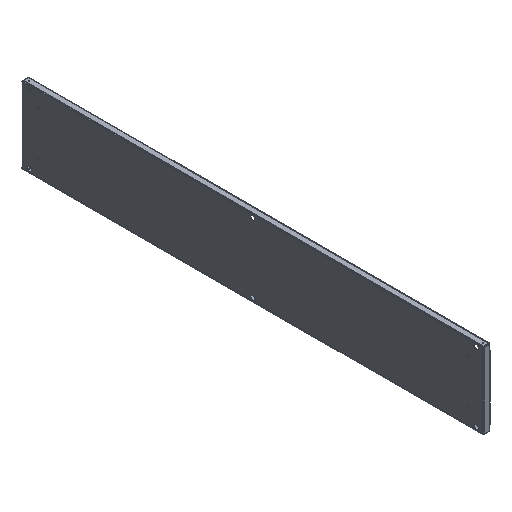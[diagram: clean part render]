
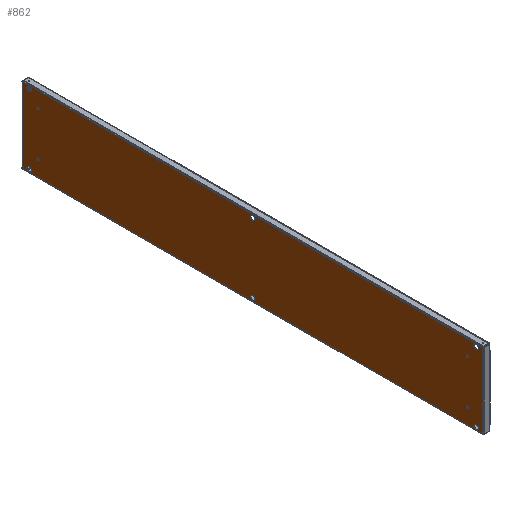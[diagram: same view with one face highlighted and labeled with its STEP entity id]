
A CAD part, isometric view. The second image highlights one B-rep face of the part: STEP entity #862.
In plain terms, the highlighted planar face has unit normal (-1, 0, 0).
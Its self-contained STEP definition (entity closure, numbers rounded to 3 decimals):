
#1 = DIRECTION ( 'NONE',  ( 1., 0., 0. ) ) ;
#32 = DIRECTION ( 'NONE',  ( 1., 0., 0. ) ) ;
#95 = EDGE_LOOP ( 'NONE', ( #3057 ) ) ;
#101 = CARTESIAN_POINT ( 'NONE',  ( -2., -791.5, 81. ) ) ;
#132 = AXIS2_PLACEMENT_3D ( 'NONE', #2092, #965, #682 ) ;
#165 = CARTESIAN_POINT ( 'NONE',  ( -2., 845., 138. ) ) ;
#185 = PLANE ( 'NONE',  #2977 ) ;
#188 = AXIS2_PLACEMENT_3D ( 'NONE', #1013, #997, #1556 ) ;
#219 = CIRCLE ( 'NONE', #1030, 3.5 ) ;
#227 = LINE ( 'NONE', #3047, #1510 ) ;
#231 = AXIS2_PLACEMENT_3D ( 'NONE', #1853, #2074, #3116 ) ;
#243 = VECTOR ( 'NONE', #2435, 1000. ) ;
#268 = CARTESIAN_POINT ( 'NONE',  ( -2., 0., -127.5 ) ) ;
#282 = EDGE_LOOP ( 'NONE', ( #3043 ) ) ;
#287 = CARTESIAN_POINT ( 'NONE',  ( -2., 788., 81. ) ) ;
#298 = CIRCLE ( 'NONE', #188, 3.5 ) ;
#342 = AXIS2_PLACEMENT_3D ( 'NONE', #1676, #1148, #2675 ) ;
#352 = EDGE_LOOP ( 'NONE', ( #709 ) ) ;
#454 = DIRECTION ( 'NONE',  ( 0., -1., 0. ) ) ;
#465 = DIRECTION ( 'NONE',  ( -1., 0., 0. ) ) ;
#496 = CARTESIAN_POINT ( 'NONE',  ( -2., -820., -127.5 ) ) ;
#512 = EDGE_CURVE ( 'NONE', #752, #752, #298, .T. ) ;
#540 = CARTESIAN_POINT ( 'NONE',  ( -2., 812., -127.5 ) ) ;
#552 = CIRCLE ( 'NONE', #3217, 8. ) ;
#560 = CARTESIAN_POINT ( 'NONE',  ( -2., 791.5, 81. ) ) ;
#590 = VERTEX_POINT ( 'NONE', #2521 ) ;
#612 = CIRCLE ( 'NONE', #342, 8. ) ;
#625 = EDGE_CURVE ( 'NONE', #2764, #2764, #2202, .T. ) ;
#651 = CARTESIAN_POINT ( 'NONE',  ( -2., 0., 127.5 ) ) ;
#668 = FACE_BOUND ( 'NONE', #95, .T. ) ;
#673 = CARTESIAN_POINT ( 'NONE',  ( -2., 845., 138. ) ) ;
#682 = DIRECTION ( 'NONE',  ( 0., -1., 0. ) ) ;
#684 = FACE_BOUND ( 'NONE', #352, .T. ) ;
#702 = FACE_BOUND ( 'NONE', #1907, .T. ) ;
#709 = ORIENTED_EDGE ( 'NONE', *, *, #512, .F. ) ;
#718 = DIRECTION ( 'NONE',  ( 0., 1., 0. ) ) ;
#752 = VERTEX_POINT ( 'NONE', #1469 ) ;
#794 = CARTESIAN_POINT ( 'NONE',  ( -2., -828., -127.5 ) ) ;
#813 = CARTESIAN_POINT ( 'NONE',  ( -2., -8., 127.5 ) ) ;
#853 = ORIENTED_EDGE ( 'NONE', *, *, #2149, .T. ) ;
#862 = ADVANCED_FACE ( 'NONE', ( #2950, #684, #1910, #2905, #3174, #1214, #2172, #668, #2728, #702, #1678 ), #185, .F. ) ;
#866 = CARTESIAN_POINT ( 'NONE',  ( -2., -8., -127.5 ) ) ;
#874 = CARTESIAN_POINT ( 'NONE',  ( -2., 845., 138. ) ) ;
#885 = EDGE_CURVE ( 'NONE', #1905, #1905, #1251, .T. ) ;
#916 = VECTOR ( 'NONE', #2799, 1000. ) ;
#918 = EDGE_LOOP ( 'NONE', ( #2798 ) ) ;
#924 = LINE ( 'NONE', #673, #243 ) ;
#965 = DIRECTION ( 'NONE',  ( 1., 0., 0. ) ) ;
#967 = EDGE_LOOP ( 'NONE', ( #1538 ) ) ;
#979 = EDGE_CURVE ( 'NONE', #1137, #2658, #227, .T. ) ;
#997 = DIRECTION ( 'NONE',  ( -1., 0., 0. ) ) ;
#1008 = EDGE_LOOP ( 'NONE', ( #2018, #1709, #1663, #1043 ) ) ;
#1013 = CARTESIAN_POINT ( 'NONE',  ( -2., 788., -81. ) ) ;
#1023 = DIRECTION ( 'NONE',  ( 1., 0., 0. ) ) ;
#1030 = AXIS2_PLACEMENT_3D ( 'NONE', #287, #1023, #2289 ) ;
#1043 = ORIENTED_EDGE ( 'NONE', *, *, #1779, .T. ) ;
#1045 = DIRECTION ( 'NONE',  ( 0., -1., 0. ) ) ;
#1051 = CARTESIAN_POINT ( 'NONE',  ( -2., 820., -127.5 ) ) ;
#1068 = EDGE_CURVE ( 'NONE', #1355, #1355, #2918, .T. ) ;
#1082 = CIRCLE ( 'NONE', #1827, 8. ) ;
#1137 = VERTEX_POINT ( 'NONE', #2873 ) ;
#1148 = DIRECTION ( 'NONE',  ( -1., 0., 0. ) ) ;
#1212 = EDGE_CURVE ( 'NONE', #1825, #1825, #612, .T. ) ;
#1214 = FACE_BOUND ( 'NONE', #1617, .T. ) ;
#1251 = CIRCLE ( 'NONE', #1352, 8. ) ;
#1282 = DIRECTION ( 'NONE',  ( 1., 0., 0. ) ) ;
#1352 = AXIS2_PLACEMENT_3D ( 'NONE', #651, #465, #1708 ) ;
#1355 = VERTEX_POINT ( 'NONE', #101 ) ;
#1376 = VERTEX_POINT ( 'NONE', #794 ) ;
#1382 = EDGE_CURVE ( 'NONE', #1376, #1376, #3024, .T. ) ;
#1427 = ORIENTED_EDGE ( 'NONE', *, *, #1382, .T. ) ;
#1469 = CARTESIAN_POINT ( 'NONE',  ( -2., 791.5, -81. ) ) ;
#1482 = DIRECTION ( 'NONE',  ( -1., 0., 0. ) ) ;
#1490 = DIRECTION ( 'NONE',  ( 0., -1., 0. ) ) ;
#1510 = VECTOR ( 'NONE', #2060, 1000. ) ;
#1535 = CARTESIAN_POINT ( 'NONE',  ( -2., -791.5, -81. ) ) ;
#1538 = ORIENTED_EDGE ( 'NONE', *, *, #2262, .T. ) ;
#1556 = DIRECTION ( 'NONE',  ( 0., 1., 0. ) ) ;
#1564 = ORIENTED_EDGE ( 'NONE', *, *, #885, .F. ) ;
#1568 = VERTEX_POINT ( 'NONE', #540 ) ;
#1614 = VECTOR ( 'NONE', #1885, 1000. ) ;
#1617 = EDGE_LOOP ( 'NONE', ( #853 ) ) ;
#1663 = ORIENTED_EDGE ( 'NONE', *, *, #2792, .F. ) ;
#1676 = CARTESIAN_POINT ( 'NONE',  ( -2., -820., 127.5 ) ) ;
#1678 = FACE_OUTER_BOUND ( 'NONE', #1008, .T. ) ;
#1694 = CARTESIAN_POINT ( 'NONE',  ( -2., -845., -138. ) ) ;
#1707 = VERTEX_POINT ( 'NONE', #2896 ) ;
#1708 = DIRECTION ( 'NONE',  ( 0., -1., 0. ) ) ;
#1709 = ORIENTED_EDGE ( 'NONE', *, *, #979, .F. ) ;
#1779 = EDGE_CURVE ( 'NONE', #590, #1707, #924, .T. ) ;
#1825 = VERTEX_POINT ( 'NONE', #2797 ) ;
#1827 = AXIS2_PLACEMENT_3D ( 'NONE', #2238, #1482, #454 ) ;
#1853 = CARTESIAN_POINT ( 'NONE',  ( -2., -788., 81. ) ) ;
#1885 = DIRECTION ( 'NONE',  ( 0., -1., 0. ) ) ;
#1905 = VERTEX_POINT ( 'NONE', #813 ) ;
#1907 = EDGE_LOOP ( 'NONE', ( #1564 ) ) ;
#1910 = FACE_BOUND ( 'NONE', #282, .T. ) ;
#2018 = ORIENTED_EDGE ( 'NONE', *, *, #2148, .T. ) ;
#2060 = DIRECTION ( 'NONE',  ( 0., 0., -1. ) ) ;
#2074 = DIRECTION ( 'NONE',  ( -1., 0., 0. ) ) ;
#2090 = ORIENTED_EDGE ( 'NONE', *, *, #1212, .F. ) ;
#2092 = CARTESIAN_POINT ( 'NONE',  ( -2., -788., -81. ) ) ;
#2127 = EDGE_CURVE ( 'NONE', #3100, #3100, #219, .T. ) ;
#2131 = VERTEX_POINT ( 'NONE', #866 ) ;
#2148 = EDGE_CURVE ( 'NONE', #1707, #2658, #2532, .T. ) ;
#2149 = EDGE_CURVE ( 'NONE', #2131, #2131, #2652, .T. ) ;
#2172 = FACE_BOUND ( 'NONE', #2549, .T. ) ;
#2202 = CIRCLE ( 'NONE', #132, 3.5 ) ;
#2238 = CARTESIAN_POINT ( 'NONE',  ( -2., 820., 127.5 ) ) ;
#2262 = EDGE_CURVE ( 'NONE', #1568, #1568, #552, .T. ) ;
#2289 = DIRECTION ( 'NONE',  ( 0., 1., 0. ) ) ;
#2307 = VERTEX_POINT ( 'NONE', #2626 ) ;
#2311 = LINE ( 'NONE', #874, #1614 ) ;
#2435 = DIRECTION ( 'NONE',  ( 0., 0., -1. ) ) ;
#2462 = DIRECTION ( 'NONE',  ( 0., -1., 0. ) ) ;
#2478 = ORIENTED_EDGE ( 'NONE', *, *, #2127, .T. ) ;
#2479 = DIRECTION ( 'NONE',  ( 1., 0., 0. ) ) ;
#2521 = CARTESIAN_POINT ( 'NONE',  ( -2., 845., 138. ) ) ;
#2526 = EDGE_LOOP ( 'NONE', ( #2478 ) ) ;
#2532 = LINE ( 'NONE', #3213, #916 ) ;
#2549 = EDGE_LOOP ( 'NONE', ( #2090 ) ) ;
#2617 = AXIS2_PLACEMENT_3D ( 'NONE', #496, #1, #1490 ) ;
#2626 = CARTESIAN_POINT ( 'NONE',  ( -2., 812., 127.5 ) ) ;
#2644 = EDGE_LOOP ( 'NONE', ( #1427 ) ) ;
#2652 = CIRCLE ( 'NONE', #3064, 8. ) ;
#2658 = VERTEX_POINT ( 'NONE', #1694 ) ;
#2675 = DIRECTION ( 'NONE',  ( 0., -1., 0. ) ) ;
#2728 = FACE_BOUND ( 'NONE', #918, .T. ) ;
#2764 = VERTEX_POINT ( 'NONE', #1535 ) ;
#2792 = EDGE_CURVE ( 'NONE', #590, #1137, #2311, .T. ) ;
#2797 = CARTESIAN_POINT ( 'NONE',  ( -2., -828., 127.5 ) ) ;
#2798 = ORIENTED_EDGE ( 'NONE', *, *, #1068, .F. ) ;
#2799 = DIRECTION ( 'NONE',  ( 0., -1., 0. ) ) ;
#2873 = CARTESIAN_POINT ( 'NONE',  ( -2., -845., 138. ) ) ;
#2896 = CARTESIAN_POINT ( 'NONE',  ( -2., 845., -138. ) ) ;
#2905 = FACE_BOUND ( 'NONE', #967, .T. ) ;
#2918 = CIRCLE ( 'NONE', #231, 3.5 ) ;
#2950 = FACE_BOUND ( 'NONE', #2526, .T. ) ;
#2977 = AXIS2_PLACEMENT_3D ( 'NONE', #165, #2479, #718 ) ;
#3024 = CIRCLE ( 'NONE', #2617, 8. ) ;
#3043 = ORIENTED_EDGE ( 'NONE', *, *, #625, .T. ) ;
#3047 = CARTESIAN_POINT ( 'NONE',  ( -2., -845., 138. ) ) ;
#3057 = ORIENTED_EDGE ( 'NONE', *, *, #3201, .F. ) ;
#3064 = AXIS2_PLACEMENT_3D ( 'NONE', #268, #1282, #1045 ) ;
#3100 = VERTEX_POINT ( 'NONE', #560 ) ;
#3116 = DIRECTION ( 'NONE',  ( 0., -1., 0. ) ) ;
#3174 = FACE_BOUND ( 'NONE', #2644, .T. ) ;
#3201 = EDGE_CURVE ( 'NONE', #2307, #2307, #1082, .T. ) ;
#3213 = CARTESIAN_POINT ( 'NONE',  ( -2., 845., -138. ) ) ;
#3217 = AXIS2_PLACEMENT_3D ( 'NONE', #1051, #32, #2462 ) ;
